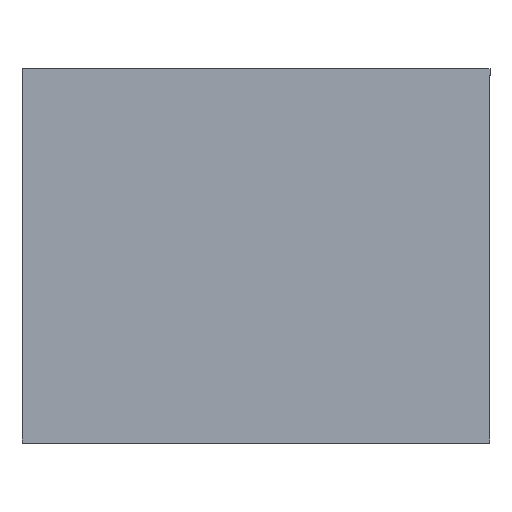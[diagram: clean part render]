
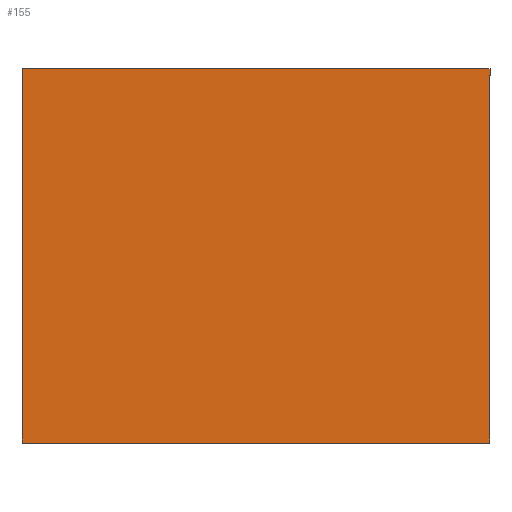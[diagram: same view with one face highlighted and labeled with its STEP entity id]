
A CAD part, top view. The second image highlights one B-rep face of the part: STEP entity #155.
In plain terms, the highlighted planar face has unit normal (0, 0, 1).
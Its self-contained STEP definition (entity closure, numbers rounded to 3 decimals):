
#28=ORIENTED_EDGE('',*,*,#52,.T.);
#29=ORIENTED_EDGE('',*,*,#49,.F.);
#30=ORIENTED_EDGE('',*,*,#53,.T.);
#31=ORIENTED_EDGE('',*,*,#54,.F.);
#49=EDGE_CURVE('',#61,#62,#69,.T.);
#52=EDGE_CURVE('',#64,#62,#72,.T.);
#53=EDGE_CURVE('',#61,#65,#73,.T.);
#54=EDGE_CURVE('',#64,#65,#74,.T.);
#61=VERTEX_POINT('',#206);
#62=VERTEX_POINT('',#208);
#64=VERTEX_POINT('',#214);
#65=VERTEX_POINT('',#216);
#69=LINE('',#207,#81);
#72=LINE('',#213,#84);
#73=LINE('',#215,#85);
#74=LINE('',#217,#86);
#81=VECTOR('',#179,1000.);
#84=VECTOR('',#184,1000.);
#85=VECTOR('',#185,1000.);
#86=VECTOR('',#186,1000.);
#93=EDGE_LOOP('',(#28,#29,#30,#31));
#99=FACE_BOUND('',#93,.T.);
#105=PLANE('',#168);
#155=ADVANCED_FACE('',(#99),#105,.T.);
#168=AXIS2_PLACEMENT_3D('',#212,#182,#183);
#179=DIRECTION('',(1.,0.,0.));
#182=DIRECTION('',(0.,0.,1.));
#183=DIRECTION('',(1.,0.,0.));
#184=DIRECTION('',(0.,1.,0.));
#185=DIRECTION('',(0.,-1.,0.));
#186=DIRECTION('',(-1.,0.,0.));
#206=CARTESIAN_POINT('',(-1.,1.25,0.6));
#207=CARTESIAN_POINT('',(-1.,1.25,0.6));
#208=CARTESIAN_POINT('',(1.,1.25,0.6));
#212=CARTESIAN_POINT('',(0.,0.,0.6));
#213=CARTESIAN_POINT('',(1.,-0.65,0.6));
#214=CARTESIAN_POINT('',(1.,-1.25,0.6));
#215=CARTESIAN_POINT('',(-1.,0.65,0.6));
#216=CARTESIAN_POINT('',(-1.,-1.25,0.6));
#217=CARTESIAN_POINT('',(1.,-1.25,0.6));
